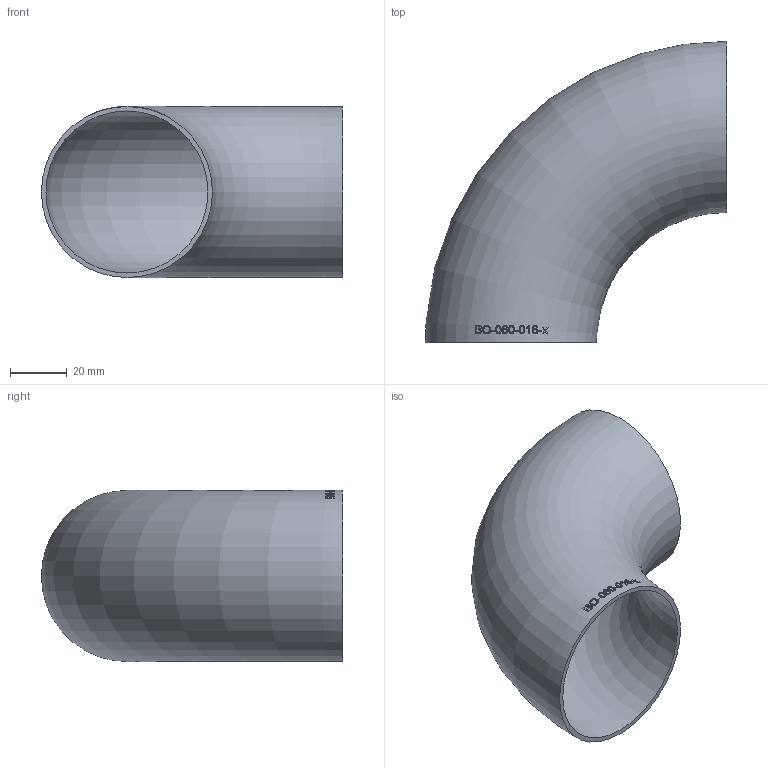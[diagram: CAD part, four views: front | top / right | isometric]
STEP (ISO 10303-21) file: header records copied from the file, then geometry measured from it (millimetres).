
FILE_DESCRIPTION (( 'STEP AP214' ), '1' );
FILE_NAME ('BO-060-016-x Bogen 1911.STEP', '2019-11-04T09:21:49', ( '' ), ( '' ), 'SwSTEP 2.0', 'SolidWorks 2016', '' );
FILE_SCHEMA (( 'AUTOMOTIVE_DESIGN' ));
Length unit declared in the file: millimetre
Products named in the file (1): BO-060-016-x Bogen 1911
Bounding box: 106.15 x 106.15 x 60.3 mm (x, y, z)
Volume: 35221.8 mm3; surface area: 44634.1 mm2
Topology: 1 solids, 1 shells, 147 faces, 379 edges, 253 vertices
Faces by surface type: bspline 82, plane 43, torus 22
Entity records: 8954 total; most frequent: CARTESIAN_POINT 4597, ORIENTED_EDGE 746, EDGE_CURVE 373, DIRECTION 263, VERTEX_POINT 250, B_SPLINE_CURVE_WITH_KNOTS 246, EDGE_LOOP 171, FACE_OUTER_BOUND 149
